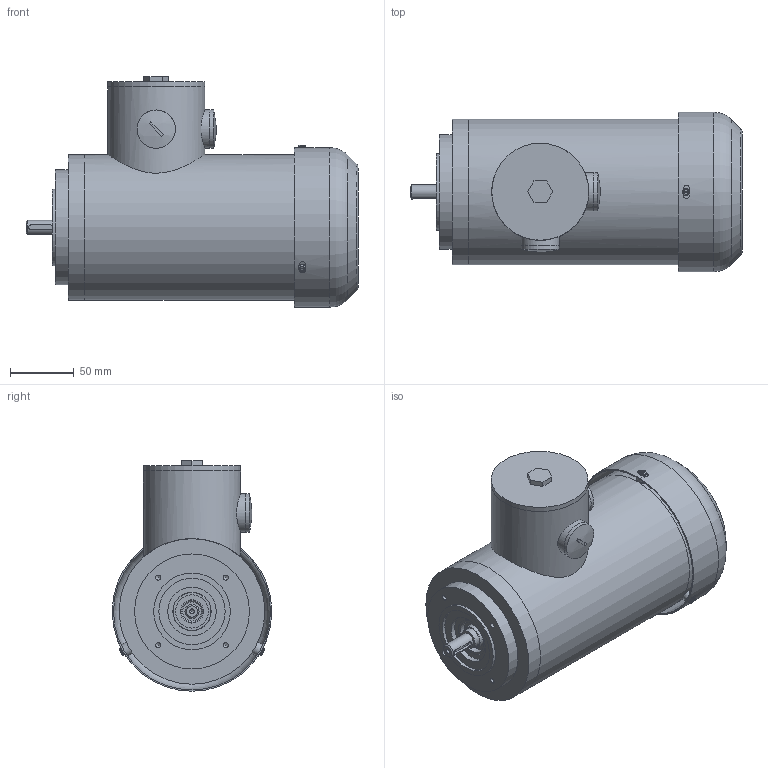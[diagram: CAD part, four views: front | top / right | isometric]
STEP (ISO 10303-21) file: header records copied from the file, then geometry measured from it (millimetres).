
FILE_DESCRIPTION(/* description */ (''),/* implementation_level */ '2;1');
FILE_NAME(/* name */ 'TEFC 63-2B B14 FT75 0,25KW',/* time_stamp */ '2019-08-14T11:48:10+02:00',/* author */ (''),/* organization */ (''),/* preprocessor_version */ 'ST-DEVELOPER v16.5',/* originating_system */ 'HiCAD 2017 2201.1 Build 351',/* authorisation */ '');
FILE_SCHEMA (('AUTOMOTIVE_DESIGN { 1 0 10303 214 1 1 1 1 }'));
Products named in the file (41): Root; TENV 63-2B B14 FF115 0,25KW; Wellendichtring VIA-15A 15x30x7; GEHÄUSE BG 63; ROTATIONSTEIL_0; KlKa-Deckel; Schraube; KlKa Schraube ; KlKa SCHRAUBE; KlKa Schraube Ø30; WELLE Ø11X216,5; DIN 625 - 6202_Kugellager_0; N625KUG; Welle Ø11x216,5; B-SCHILD; Hutmuttern_0; DIN 1587-M5-6_Hutmuttern_0; Normteilgruppe _0; DIN 6796-6-FSt_Scheiben_0; B-schild; Haube TEFC 63; ISO 1580-M3x5-A2-50_Flachkopfschrauben; Lüfter TEFC 63; ROTATIONSTEIL_1; FLANSCH B14; Flansch B14; DIN 471-12x1_Sicherungsringe
Assembly tree (40 placements, depth 5):
  Root
    TENV 63-2B B14 FF115 0,25KW
      Wellendichtring VIA-15A 15x30x7
        Wellendichtring VIA-15A 15x30x7
      GEHÄUSE BG 63
        ROTATIONSTEIL_0
      KlKa-Deckel
      Schraube
        KlKa Schraube 
        KlKa SCHRAUBE
          KlKa Schraube Ø30
      WELLE Ø11X216,5
        DIN 625 - 6202_Kugellager_0
          N625KUG
          N625KUG
        DIN 625 - 6202_Kugellager_0
          N625KUG
          N625KUG
        Welle Ø11x216,5
      B-SCHILD
        Hutmuttern_0
          DIN 1587-M5-6_Hutmuttern_0
          DIN 1587-M5-6_Hutmuttern_0
          DIN 1587-M5-6_Hutmuttern_0
          DIN 1587-M5-6_Hutmuttern_0
        Normteilgruppe _0
          DIN 6796-6-FSt_Scheiben_0
          DIN 6796-6-FSt_Scheiben_0
          DIN 6796-6-FSt_Scheiben_0
          DIN 6796-6-FSt_Scheiben_0
        B-schild
        Haube TEFC 63
          ROTATIONSTEIL_0
          ISO 1580-M3x5-A2-50_Flachkopfschrauben
          ISO 1580-M3x5-A2-50_Flachkopfschrauben
          ISO 1580-M3x5-A2-50_Flachkopfschrauben
        Lüfter TEFC 63
          ROTATIONSTEIL_1
      FLANSCH B14
        Flansch B14
    DIN 471-12x1_Sicherungsringe
Bounding box: 259.99 x 125 x 180.5 mm (x, y, z)
Volume: 671721.5 mm3; surface area: 332628.3 mm2
Topology: 40 solids, 40 shells, 766 faces, 1744 edges, 1103 vertices
Faces by surface type: cylinder 319, plane 279, torus 86, cone 48, bspline 24, sphere 10
Full cylindrical faces by diameter (mm): 1.7 x2, 3 x3, 3.387 x1, 4.019 x8, 4.387 x4, 5.3 x4, 5.6 x3, 6.4 x4, 7.5 x4, 10 x4, 10.2 x1, 11 x1, 11.7 x2, 12 x1, 14 x4, 14.6 x1, 15 x6, 17 x3, 17.6 x1, 18 x3, 18.177 x2, 20 x1, 20.3 x4, 21 x2, 21.52 x4, 24.658 x2, 26 x4, 28 x2, 28.48 x4, 29.7 x4
Entity records: 45160 total; most frequent: CARTESIAN_POINT 13120, DIRECTION 3754, PRESENTATION_STYLE_ASSIGNMENT 3018, DRAUGHTING_PRE_DEFINED_CURVE_FONT 2984, CURVE_STYLE 2984, OVER_RIDING_STYLED_ITEM 2984, ORIENTED_EDGE 2984, COLOUR_RGB 2955
